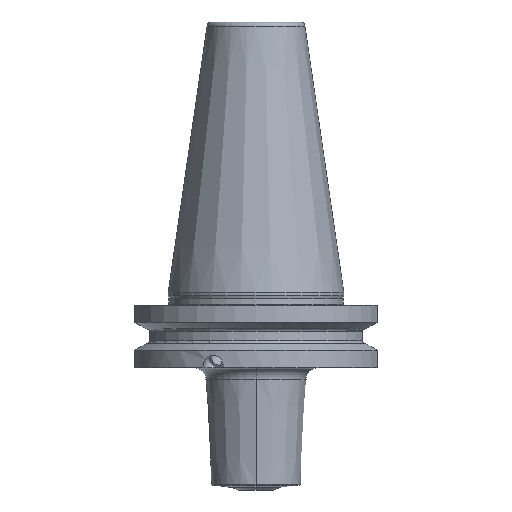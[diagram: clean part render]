
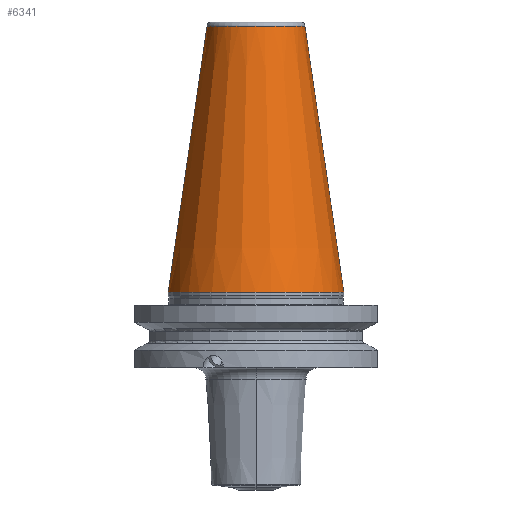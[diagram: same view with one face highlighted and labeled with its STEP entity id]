
A CAD part, front view. The second image highlights one B-rep face of the part: STEP entity #6341.
In plain terms, the highlighted conical face has half-angle 8.3 degrees and reference radius 17.311 mm.
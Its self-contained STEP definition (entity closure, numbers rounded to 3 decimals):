
#2011=CARTESIAN_POINT('',(0.,0.,0.));
#2012=DIRECTION('',(0.,0.,1.));
#2013=DIRECTION('',(-1.,0.,0.));
#2014=AXIS2_PLACEMENT_3D('',#2011,#2012,#2013);
#2027=CARTESIAN_POINT('',(0.,0.,67.373));
#2028=DIRECTION('',(0.,0.,1.));
#2029=DIRECTION('',(-1.,0.,0.));
#2030=AXIS2_PLACEMENT_3D('',#2027,#2028,#2029);
#2219=DIRECTION('',(0.144,0.,0.99));
#2220=VECTOR('',#2219,68.086);
#2221=CARTESIAN_POINT('',(-22.225,0.,0.));
#2222=LINE('',#2221,#2220);
#2234=DIRECTION('',(-0.144,0.,0.99));
#2235=VECTOR('',#2234,68.086);
#2236=CARTESIAN_POINT('',(22.225,0.,0.));
#2237=LINE('',#2236,#2235);
#4814=CARTESIAN_POINT('',(22.225,0.,0.));
#4815=VERTEX_POINT('',#4814);
#4816=CARTESIAN_POINT('',(-22.225,0.,0.));
#4817=VERTEX_POINT('',#4816);
#4974=CARTESIAN_POINT('',(-12.396,0.,67.373));
#4975=CARTESIAN_POINT('',(12.396,0.,67.373));
#4976=VERTEX_POINT('',#4974);
#4977=VERTEX_POINT('',#4975);
#6327=CARTESIAN_POINT('',(0.,0.,33.687));
#6328=DIRECTION('',(0.,0.,-1.));
#6329=DIRECTION('',(-1.,0.,0.));
#6330=AXIS2_PLACEMENT_3D('',#6327,#6328,#6329);
#6331=CONICAL_SURFACE('',#6330,17.311,8.3);
#6333=ORIENTED_EDGE('',*,*,#6332,.T.);
#6335=ORIENTED_EDGE('',*,*,#6334,.F.);
#6336=ORIENTED_EDGE('',*,*,#6322,.F.);
#6338=ORIENTED_EDGE('',*,*,#6337,.T.);
#6339=EDGE_LOOP('',(#6333,#6335,#6336,#6338));
#6340=FACE_OUTER_BOUND('',#6339,.F.);
#2015=CIRCLE('',#2014,22.225);
#2031=CIRCLE('',#2030,12.396);
#6322=EDGE_CURVE('',#4817,#4815,#2015,.T.);
#6332=EDGE_CURVE('',#4976,#4977,#2031,.T.);
#6334=EDGE_CURVE('',#4815,#4977,#2237,.T.);
#6337=EDGE_CURVE('',#4817,#4976,#2222,.T.);
#6341=ADVANCED_FACE('',(#6340),#6331,.T.);
